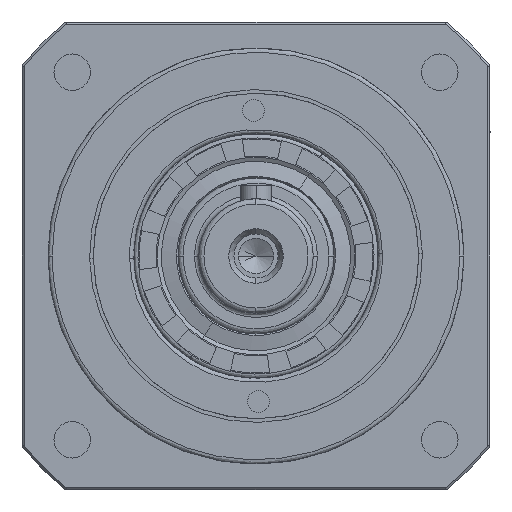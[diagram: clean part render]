
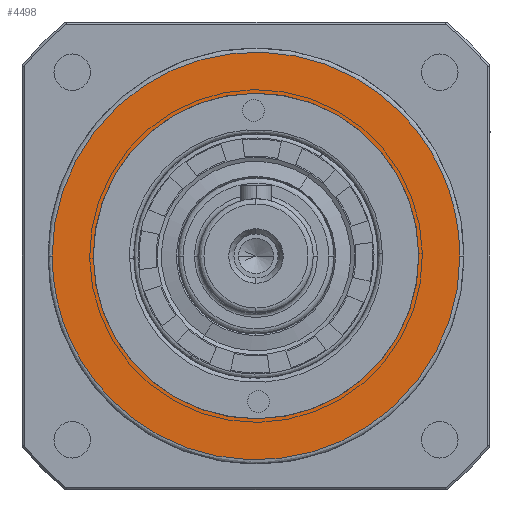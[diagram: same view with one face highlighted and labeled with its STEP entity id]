
A CAD part, left-side view. The second image highlights one B-rep face of the part: STEP entity #4498.
In plain terms, the highlighted planar face has unit normal (-1, 0, 0).
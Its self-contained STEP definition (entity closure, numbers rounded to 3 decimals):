
#1644 = CARTESIAN_POINT ( 'NONE',  ( -615.585, -5503.681, 39.2 ) ) ;
#1682 = CARTESIAN_POINT ( 'NONE',  ( -615.585, -5425.281, 39.2 ) ) ;
#1717 = CARTESIAN_POINT ( 'NONE',  ( -615.585, -5425.281, -39.2 ) ) ;
#1749 = CARTESIAN_POINT ( 'NONE',  ( -615.585, -5503.681, -39.2 ) ) ;
#2003 = VERTEX_POINT ( 'NONE', #16077 ) ;
#2134 = AXIS2_PLACEMENT_3D ( 'NONE', #27436, #27091, #27057 ) ;
#4498 = ADVANCED_FACE ( 'NONE', ( #28387, #28457 ), #27238, .F. ) ;
#5508 =( BOUNDED_CURVE ( )  B_SPLINE_CURVE ( 3, ( #8037, #8292, #7913, #7884 ),
 .UNSPECIFIED., .F., .T. ) 
 B_SPLINE_CURVE_WITH_KNOTS ( ( 4, 4 ),
 ( 0., 1. ),
 .UNSPECIFIED. ) 
 CURVE ( )  GEOMETRIC_REPRESENTATION_ITEM ( )  RATIONAL_B_SPLINE_CURVE ( ( 1., 0.333, 0.333, 1. ) ) 
 REPRESENTATION_ITEM ( '' )  );
#7152 = AXIS2_PLACEMENT_3D ( 'NONE', #22847, #22843, #22819 ) ;
#7884 = CARTESIAN_POINT ( 'NONE',  ( -615.585, -5503.681, -39.2 ) ) ;
#7913 = CARTESIAN_POINT ( 'NONE',  ( -615.585, -5582.08, -39.2 ) ) ;
#8032 = DIRECTION ( 'NONE',  ( 0., 0., 1. ) ) ;
#8037 = CARTESIAN_POINT ( 'NONE',  ( -615.585, -5503.681, 39.2 ) ) ;
#8075 = DIRECTION ( 'NONE',  ( -1., 0., 0. ) ) ;
#8176 = EDGE_LOOP ( 'NONE', ( #17622, #22617 ) ) ;
#8178 = CARTESIAN_POINT ( 'NONE',  ( -615.585, -5503.681, 0. ) ) ;
#8292 = CARTESIAN_POINT ( 'NONE',  ( -615.585, -5582.08, 39.2 ) ) ;
#8592 = AXIS2_PLACEMENT_3D ( 'NONE', #8178, #8075, #8032 ) ;
#11004 = ORIENTED_EDGE ( 'NONE', *, *, #13613, .F. ) ;
#12365 = EDGE_LOOP ( 'NONE', ( #11004, #12579 ) ) ;
#12508 = EDGE_CURVE ( 'NONE', #24469, #18573, #22811, .T. ) ;
#12579 = ORIENTED_EDGE ( 'NONE', *, *, #25362, .F. ) ;
#13154 = EDGE_CURVE ( 'NONE', #18573, #24469, #20232, .T. ) ;
#13613 = EDGE_CURVE ( 'NONE', #17761, #2003, #14647, .T. ) ;
#14647 =( BOUNDED_CURVE ( )  B_SPLINE_CURVE ( 3, ( #1749, #1717, #1682, #1644 ),
 .UNSPECIFIED., .F., .T. ) 
 B_SPLINE_CURVE_WITH_KNOTS ( ( 4, 4 ),
 ( 0., 1. ),
 .UNSPECIFIED. ) 
 CURVE ( )  GEOMETRIC_REPRESENTATION_ITEM ( )  RATIONAL_B_SPLINE_CURVE ( ( 1., 0.333, 0.333, 1. ) ) 
 REPRESENTATION_ITEM ( '' )  );
#16013 = CARTESIAN_POINT ( 'NONE',  ( -615.585, -5503.681, 31.3 ) ) ;
#16077 = CARTESIAN_POINT ( 'NONE',  ( -615.585, -5503.681, 39.2 ) ) ;
#17622 = ORIENTED_EDGE ( 'NONE', *, *, #13154, .F. ) ;
#17761 = VERTEX_POINT ( 'NONE', #28405 ) ;
#18573 = VERTEX_POINT ( 'NONE', #16013 ) ;
#20232 = CIRCLE ( 'NONE', #8592, 31.3 ) ;
#20846 = CARTESIAN_POINT ( 'NONE',  ( -615.585, -5503.681, -31.3 ) ) ;
#22617 = ORIENTED_EDGE ( 'NONE', *, *, #12508, .F. ) ;
#22811 = CIRCLE ( 'NONE', #7152, 31.3 ) ;
#22819 = DIRECTION ( 'NONE',  ( 0., 0., 1. ) ) ;
#22843 = DIRECTION ( 'NONE',  ( -1., 0., 0. ) ) ;
#22847 = CARTESIAN_POINT ( 'NONE',  ( -615.585, -5503.681, 0. ) ) ;
#24469 = VERTEX_POINT ( 'NONE', #20846 ) ;
#25362 = EDGE_CURVE ( 'NONE', #2003, #17761, #5508, .T. ) ;
#27057 = DIRECTION ( 'NONE',  ( 0., 0., -1. ) ) ;
#27091 = DIRECTION ( 'NONE',  ( 1., 0., 0. ) ) ;
#27238 = PLANE ( 'NONE',  #2134 ) ;
#27436 = CARTESIAN_POINT ( 'NONE',  ( -615.585, 0., 0. ) ) ;
#28387 = FACE_OUTER_BOUND ( 'NONE', #12365, .T. ) ;
#28405 = CARTESIAN_POINT ( 'NONE',  ( -615.585, -5503.681, -39.2 ) ) ;
#28457 = FACE_BOUND ( 'NONE', #8176, .T. ) ;
